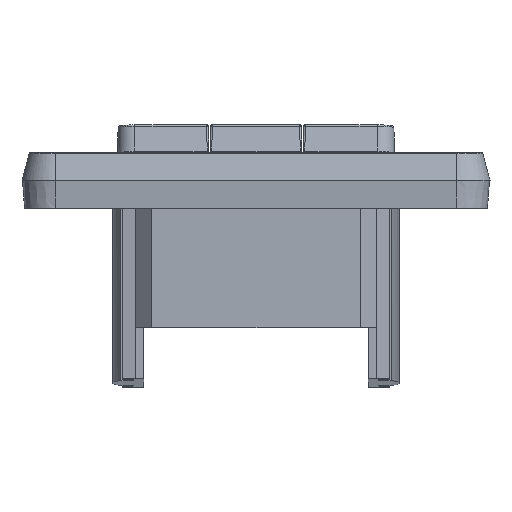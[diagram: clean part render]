
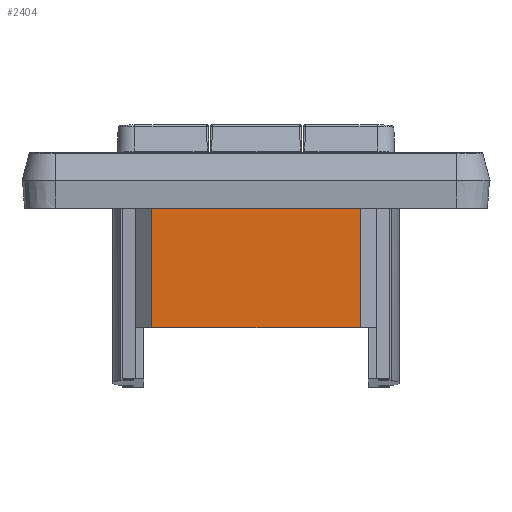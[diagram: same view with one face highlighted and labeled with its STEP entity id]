
A CAD part, front view. The second image highlights one B-rep face of the part: STEP entity #2404.
In plain terms, the highlighted planar face has unit normal (0, -1, 0).
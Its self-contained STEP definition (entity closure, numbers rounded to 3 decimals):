
#141 = VERTEX_POINT ( 'NONE', #4039 ) ;
#199 = FACE_OUTER_BOUND ( 'NONE', #4772, .T. ) ;
#242 = CARTESIAN_POINT ( 'NONE',  ( -18.667, -21.8, -21.45 ) ) ;
#547 = CARTESIAN_POINT ( 'NONE',  ( 18.667, -21.8, -7.15 ) ) ;
#617 = CARTESIAN_POINT ( 'NONE',  ( 18.667, -21.8, 0. ) ) ;
#749 = CARTESIAN_POINT ( 'NONE',  ( 18.667, -21.8, -21.45 ) ) ;
#787 = CARTESIAN_POINT ( 'NONE',  ( -6.222, -21.8, 0. ) ) ;
#951 = ORIENTED_EDGE ( 'NONE', *, *, #6111, .T. ) ;
#1033 = VERTEX_POINT ( 'NONE', #3468 ) ;
#1056 = ORIENTED_EDGE ( 'NONE', *, *, #3454, .T. ) ;
#1203 = CARTESIAN_POINT ( 'NONE',  ( 18.667, -21.8, -21.45 ) ) ;
#1210 = CARTESIAN_POINT ( 'NONE',  ( -18.667, -21.8, 0. ) ) ;
#1241 = CARTESIAN_POINT ( 'NONE',  ( 18.667, -21.8, 0. ) ) ;
#1260 = DIRECTION ( 'NONE',  ( 0., -1., 0. ) ) ;
#1376 = B_SPLINE_CURVE_WITH_KNOTS ( 'NONE', 3,
 ( #3023, #4577, #547, #617 ),
 .UNSPECIFIED., .F., .F.,
 ( 4, 4 ),
 ( 0., 1. ),
 .UNSPECIFIED. ) ;
#1418 = B_SPLINE_CURVE_WITH_KNOTS ( 'NONE', 3,
 ( #242, #5628, #4547, #1210 ),
 .UNSPECIFIED., .F., .F.,
 ( 4, 4 ),
 ( 0., 1. ),
 .UNSPECIFIED. ) ;
#1716 = CARTESIAN_POINT ( 'NONE',  ( -6.222, -21.8, -21.45 ) ) ;
#1747 = PLANE ( 'NONE',  #2513 ) ;
#1760 = VERTEX_POINT ( 'NONE', #6356 ) ;
#2033 = EDGE_CURVE ( 'NONE', #1760, #1033, #5905, .T. ) ;
#2404 = ADVANCED_FACE ( 'NONE', ( #199 ), #1747, .T. ) ;
#2513 = AXIS2_PLACEMENT_3D ( 'NONE', #5613, #1260, #3231 ) ;
#3023 = CARTESIAN_POINT ( 'NONE',  ( 18.667, -21.8, -21.45 ) ) ;
#3231 = DIRECTION ( 'NONE',  ( 0., 0., -1. ) ) ;
#3454 = EDGE_CURVE ( 'NONE', #141, #6239, #5540, .T. ) ;
#3468 = CARTESIAN_POINT ( 'NONE',  ( -18.667, -21.8, 0. ) ) ;
#3658 = CARTESIAN_POINT ( 'NONE',  ( -18.667, -21.8, 0. ) ) ;
#3988 = ORIENTED_EDGE ( 'NONE', *, *, #5747, .F. ) ;
#4039 = CARTESIAN_POINT ( 'NONE',  ( -18.667, -21.8, -21.45 ) ) ;
#4166 = CARTESIAN_POINT ( 'NONE',  ( -18.667, -21.8, -21.45 ) ) ;
#4546 = ORIENTED_EDGE ( 'NONE', *, *, #2033, .T. ) ;
#4547 = CARTESIAN_POINT ( 'NONE',  ( -18.667, -21.8, -7.15 ) ) ;
#4577 = CARTESIAN_POINT ( 'NONE',  ( 18.667, -21.8, -14.3 ) ) ;
#4618 = CARTESIAN_POINT ( 'NONE',  ( 6.222, -21.8, 0. ) ) ;
#4772 = EDGE_LOOP ( 'NONE', ( #1056, #951, #4546, #3988 ) ) ;
#5164 = CARTESIAN_POINT ( 'NONE',  ( 6.222, -21.8, -21.45 ) ) ;
#5540 = B_SPLINE_CURVE_WITH_KNOTS ( 'NONE', 3,
 ( #4166, #1716, #5164, #749 ),
 .UNSPECIFIED., .F., .F.,
 ( 4, 4 ),
 ( 0., 1. ),
 .UNSPECIFIED. ) ;
#5613 = CARTESIAN_POINT ( 'NONE',  ( 18.667, -21.8, 0. ) ) ;
#5628 = CARTESIAN_POINT ( 'NONE',  ( -18.667, -21.8, -14.3 ) ) ;
#5747 = EDGE_CURVE ( 'NONE', #141, #1033, #1418, .T. ) ;
#5905 = B_SPLINE_CURVE_WITH_KNOTS ( 'NONE', 3,
 ( #1241, #4618, #787, #3658 ),
 .UNSPECIFIED., .F., .F.,
 ( 4, 4 ),
 ( 0., 1. ),
 .UNSPECIFIED. ) ;
#6111 = EDGE_CURVE ( 'NONE', #6239, #1760, #1376, .T. ) ;
#6239 = VERTEX_POINT ( 'NONE', #1203 ) ;
#6356 = CARTESIAN_POINT ( 'NONE',  ( 18.667, -21.8, 0. ) ) ;
